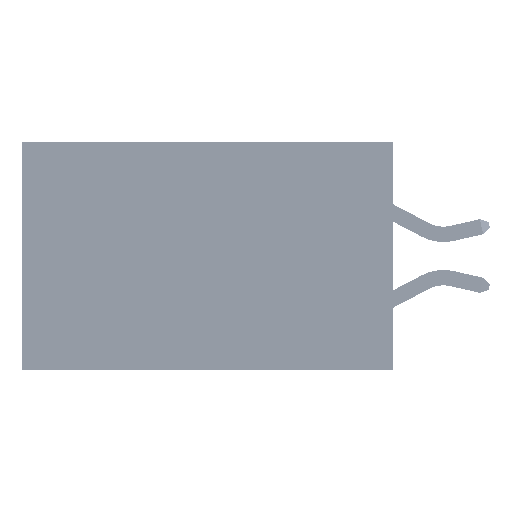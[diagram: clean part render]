
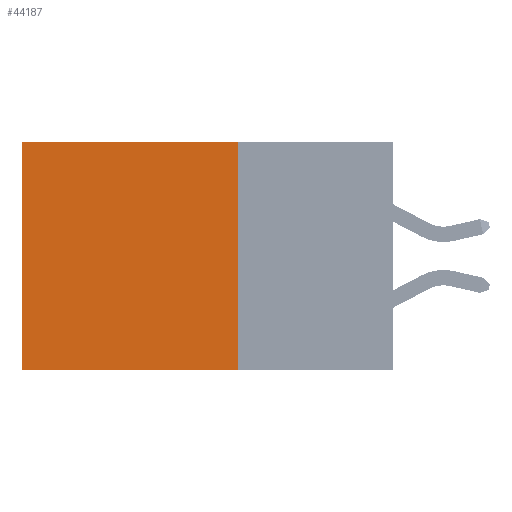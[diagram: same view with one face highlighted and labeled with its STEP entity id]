
A CAD part, left-side view. The second image highlights one B-rep face of the part: STEP entity #44187.
In plain terms, the highlighted planar face has unit normal (-1, 0, 0).
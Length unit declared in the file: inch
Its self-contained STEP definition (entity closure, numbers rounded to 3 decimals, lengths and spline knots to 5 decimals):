
#1135 = CARTESIAN_POINT ( 'NONE',  ( 0.2875, 0.6, 0. ) ) ;
#1429 = ORIENTED_EDGE ( 'NONE', *, *, #44432, .F. ) ;
#2328 = DIRECTION ( 'NONE',  ( 0., 1., 0. ) ) ;
#4175 = DIRECTION ( 'NONE',  ( 0., 1., 0. ) ) ;
#4287 = LINE ( 'NONE', #1135, #16183 ) ;
#6142 = PLANE ( 'NONE',  #21851 ) ;
#6809 = CARTESIAN_POINT ( 'NONE',  ( 0.2875, 0.25, 0. ) ) ;
#7639 = LINE ( 'NONE', #10546, #17678 ) ;
#8556 = DIRECTION ( 'NONE',  ( 0., 0., -1. ) ) ;
#10043 = EDGE_LOOP ( 'NONE', ( #39404, #1429, #29253, #25316 ) ) ;
#10546 = CARTESIAN_POINT ( 'NONE',  ( 0.2875, 0.25, 0. ) ) ;
#11871 = CARTESIAN_POINT ( 'NONE',  ( 0.2875, 0.25, -0.37 ) ) ;
#16168 = VECTOR ( 'NONE', #8556, 39.37008 ) ;
#16183 = VECTOR ( 'NONE', #29167, 39.37008 ) ;
#17678 = VECTOR ( 'NONE', #2328, 39.37008 ) ;
#18151 = VERTEX_POINT ( 'NONE', #41214 ) ;
#19315 = CARTESIAN_POINT ( 'NONE',  ( 0.2875, 0.25, -0.37 ) ) ;
#21851 = AXIS2_PLACEMENT_3D ( 'NONE', #6809, #42392, #46420 ) ;
#22174 = FACE_OUTER_BOUND ( 'NONE', #10043, .T. ) ;
#24460 = CARTESIAN_POINT ( 'NONE',  ( 0.2875, 0.25, 0. ) ) ;
#25316 = ORIENTED_EDGE ( 'NONE', *, *, #34193, .T. ) ;
#25838 = CARTESIAN_POINT ( 'NONE',  ( 0.2875, 0.25, 0. ) ) ;
#29167 = DIRECTION ( 'NONE',  ( 0., 0., -1. ) ) ;
#29253 = ORIENTED_EDGE ( 'NONE', *, *, #41323, .F. ) ;
#33809 = VERTEX_POINT ( 'NONE', #19315 ) ;
#34193 = EDGE_CURVE ( 'NONE', #39606, #37459, #7639, .T. ) ;
#34669 = LINE ( 'NONE', #11871, #42820 ) ;
#37459 = VERTEX_POINT ( 'NONE', #45718 ) ;
#37522 = LINE ( 'NONE', #24460, #16168 ) ;
#39404 = ORIENTED_EDGE ( 'NONE', *, *, #41917, .T. ) ;
#39606 = VERTEX_POINT ( 'NONE', #25838 ) ;
#41214 = CARTESIAN_POINT ( 'NONE',  ( 0.2875, 0.6, -0.37 ) ) ;
#41323 = EDGE_CURVE ( 'NONE', #39606, #33809, #37522, .T. ) ;
#41917 = EDGE_CURVE ( 'NONE', #37459, #18151, #4287, .T. ) ;
#42392 = DIRECTION ( 'NONE',  ( 1., 0., 0. ) ) ;
#42820 = VECTOR ( 'NONE', #4175, 39.37008 ) ;
#44187 = ADVANCED_FACE ( 'NONE', ( #22174 ), #6142, .F. ) ;
#44432 = EDGE_CURVE ( 'NONE', #33809, #18151, #34669, .T. ) ;
#45718 = CARTESIAN_POINT ( 'NONE',  ( 0.2875, 0.6, 0. ) ) ;
#46420 = DIRECTION ( 'NONE',  ( 0., 0., -1. ) ) ;
